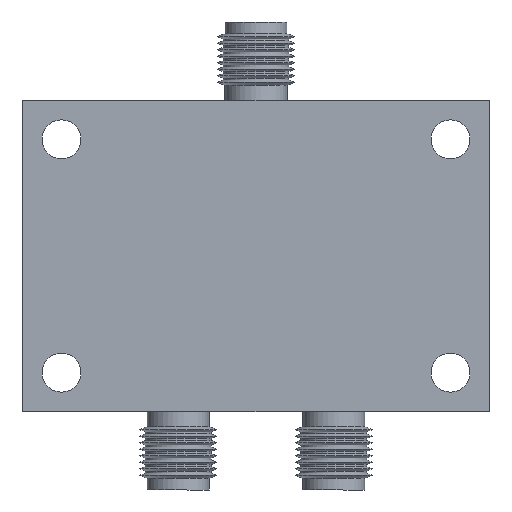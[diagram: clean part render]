
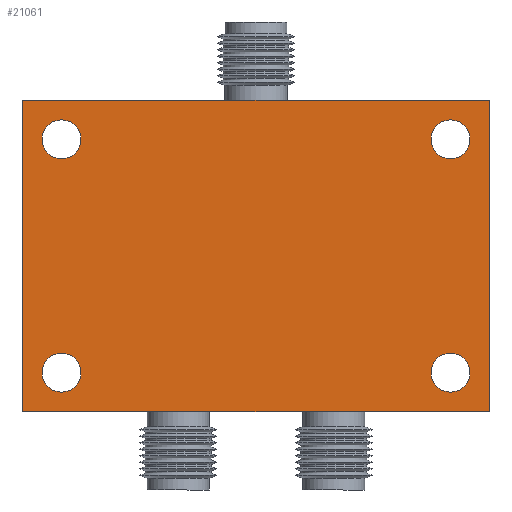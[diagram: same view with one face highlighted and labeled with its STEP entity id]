
A CAD part, front view. The second image highlights one B-rep face of the part: STEP entity #21061.
In plain terms, the highlighted planar face has unit normal (0, -1, 0).
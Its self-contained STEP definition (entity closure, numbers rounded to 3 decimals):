
#22 = ORIENTED_EDGE ( 'NONE', *, *, #30516, .T. ) ;
#902 = EDGE_CURVE ( 'NONE', #19092, #34456, #31961, .T. ) ;
#972 = CARTESIAN_POINT ( 'NONE',  ( -85.944, -5.094, 98.2 ) ) ;
#1110 = ORIENTED_EDGE ( 'NONE', *, *, #6889, .T. ) ;
#1732 = DIRECTION ( 'NONE',  ( 0., 0., 1. ) ) ;
#2435 = LINE ( 'NONE', #4368, #15781 ) ;
#2553 = VERTEX_POINT ( 'NONE', #21540 ) ;
#2851 = ORIENTED_EDGE ( 'NONE', *, *, #9901, .T. ) ;
#2963 = VERTEX_POINT ( 'NONE', #18839 ) ;
#2989 = EDGE_LOOP ( 'NONE', ( #2851, #1110 ) ) ;
#3475 = AXIS2_PLACEMENT_3D ( 'NONE', #5945, #13775, #30171 ) ;
#3937 = DIRECTION ( 'NONE',  ( 0., 1., 0. ) ) ;
#4300 = PLANE ( 'NONE',  #4516 ) ;
#4368 = CARTESIAN_POINT ( 'NONE',  ( -120.869, -5.094, 120.425 ) ) ;
#4516 = AXIS2_PLACEMENT_3D ( 'NONE', #17374, #9515, #11969 ) ;
#4816 = CIRCLE ( 'NONE', #19272, 1.587 ) ;
#5711 = CARTESIAN_POINT ( 'NONE',  ( -117.694, -5.094, 118.838 ) ) ;
#5945 = CARTESIAN_POINT ( 'NONE',  ( -85.944, -5.094, 117.25 ) ) ;
#6110 = DIRECTION ( 'NONE',  ( 0., 1., 0. ) ) ;
#6889 = EDGE_CURVE ( 'NONE', #30319, #2963, #4816, .T. ) ;
#6930 = FACE_BOUND ( 'NONE', #32299, .T. ) ;
#8721 = CARTESIAN_POINT ( 'NONE',  ( -82.769, -5.094, 120.425 ) ) ;
#8732 = CIRCLE ( 'NONE', #33838, 1.587 ) ;
#8882 = EDGE_CURVE ( 'NONE', #24892, #16856, #14019, .T. ) ;
#8927 = DIRECTION ( 'NONE',  ( 0., 0., 1. ) ) ;
#9214 = ORIENTED_EDGE ( 'NONE', *, *, #25843, .F. ) ;
#9515 = DIRECTION ( 'NONE',  ( 0., -1., 0. ) ) ;
#9807 = DIRECTION ( 'NONE',  ( 0., 0., 1. ) ) ;
#9901 = EDGE_CURVE ( 'NONE', #2963, #30319, #12714, .T. ) ;
#10146 = AXIS2_PLACEMENT_3D ( 'NONE', #972, #14596, #9807 ) ;
#10505 = ORIENTED_EDGE ( 'NONE', *, *, #11374, .T. ) ;
#10776 = ORIENTED_EDGE ( 'NONE', *, *, #30013, .T. ) ;
#10936 = VERTEX_POINT ( 'NONE', #17392 ) ;
#11247 = CARTESIAN_POINT ( 'NONE',  ( -85.944, -5.094, 117.25 ) ) ;
#11374 = EDGE_CURVE ( 'NONE', #23626, #19858, #20616, .T. ) ;
#11796 = AXIS2_PLACEMENT_3D ( 'NONE', #16366, #6110, #21775 ) ;
#11969 = DIRECTION ( 'NONE',  ( 0., 0., -1. ) ) ;
#12514 = VECTOR ( 'NONE', #23553, 1000. ) ;
#12714 = CIRCLE ( 'NONE', #32234, 1.587 ) ;
#13423 = ORIENTED_EDGE ( 'NONE', *, *, #32748, .F. ) ;
#13775 = DIRECTION ( 'NONE',  ( 0., 1., 0. ) ) ;
#13809 = LINE ( 'NONE', #8721, #21510 ) ;
#14019 = CIRCLE ( 'NONE', #11796, 1.587 ) ;
#14166 = CARTESIAN_POINT ( 'NONE',  ( -117.694, -5.094, 115.663 ) ) ;
#14596 = DIRECTION ( 'NONE',  ( 0., 1., 0. ) ) ;
#14738 = DIRECTION ( 'NONE',  ( 0., 1., 0. ) ) ;
#15311 = ORIENTED_EDGE ( 'NONE', *, *, #902, .F. ) ;
#15781 = VECTOR ( 'NONE', #1732, 1000. ) ;
#16366 = CARTESIAN_POINT ( 'NONE',  ( -117.694, -5.094, 117.25 ) ) ;
#16856 = VERTEX_POINT ( 'NONE', #5711 ) ;
#17118 = VERTEX_POINT ( 'NONE', #26941 ) ;
#17156 = EDGE_CURVE ( 'NONE', #16856, #24892, #8732, .T. ) ;
#17168 = DIRECTION ( 'NONE',  ( 0., 0., 1. ) ) ;
#17374 = CARTESIAN_POINT ( 'NONE',  ( -120.869, -5.094, 120.425 ) ) ;
#17392 = CARTESIAN_POINT ( 'NONE',  ( -85.944, -5.094, 115.663 ) ) ;
#18529 = AXIS2_PLACEMENT_3D ( 'NONE', #11247, #3937, #17168 ) ;
#18561 = EDGE_LOOP ( 'NONE', ( #22, #10505 ) ) ;
#18839 = CARTESIAN_POINT ( 'NONE',  ( -117.694, -5.094, 99.788 ) ) ;
#19092 = VERTEX_POINT ( 'NONE', #26817 ) ;
#19272 = AXIS2_PLACEMENT_3D ( 'NONE', #23341, #23001, #28782 ) ;
#19858 = VERTEX_POINT ( 'NONE', #26649 ) ;
#19958 = ORIENTED_EDGE ( 'NONE', *, *, #26994, .T. ) ;
#20525 = ORIENTED_EDGE ( 'NONE', *, *, #17156, .T. ) ;
#20616 = CIRCLE ( 'NONE', #23964, 1.587 ) ;
#21061 = ADVANCED_FACE ( 'NONE', ( #27000, #25547, #33786, #33452, #6930 ), #4300, .T. ) ;
#21187 = DIRECTION ( 'NONE',  ( -1., 0., 0. ) ) ;
#21233 = DIRECTION ( 'NONE',  ( 0., 0., 1. ) ) ;
#21510 = VECTOR ( 'NONE', #32834, 1000. ) ;
#21540 = CARTESIAN_POINT ( 'NONE',  ( -85.944, -5.094, 118.838 ) ) ;
#21574 = CARTESIAN_POINT ( 'NONE',  ( -117.694, -5.094, 98.2 ) ) ;
#21775 = DIRECTION ( 'NONE',  ( 0., 0., 1. ) ) ;
#21807 = CARTESIAN_POINT ( 'NONE',  ( -85.944, -5.094, 96.613 ) ) ;
#23001 = DIRECTION ( 'NONE',  ( 0., 1., 0. ) ) ;
#23341 = CARTESIAN_POINT ( 'NONE',  ( -117.694, -5.094, 98.2 ) ) ;
#23553 = DIRECTION ( 'NONE',  ( 1., 0., 0. ) ) ;
#23572 = CIRCLE ( 'NONE', #18529, 1.587 ) ;
#23626 = VERTEX_POINT ( 'NONE', #21807 ) ;
#23964 = AXIS2_PLACEMENT_3D ( 'NONE', #33940, #14738, #34113 ) ;
#24415 = EDGE_LOOP ( 'NONE', ( #34464, #9214, #13423, #15311 ) ) ;
#24538 = CARTESIAN_POINT ( 'NONE',  ( -117.694, -5.094, 96.613 ) ) ;
#24892 = VERTEX_POINT ( 'NONE', #14166 ) ;
#25547 = FACE_BOUND ( 'NONE', #31346, .T. ) ;
#25843 = EDGE_CURVE ( 'NONE', #17118, #27589, #31517, .T. ) ;
#26489 = DIRECTION ( 'NONE',  ( 0., 1., 0. ) ) ;
#26649 = CARTESIAN_POINT ( 'NONE',  ( -85.944, -5.094, 99.788 ) ) ;
#26817 = CARTESIAN_POINT ( 'NONE',  ( -120.869, -5.094, 120.425 ) ) ;
#26836 = VECTOR ( 'NONE', #21187, 1000. ) ;
#26941 = CARTESIAN_POINT ( 'NONE',  ( -82.769, -5.094, 95.025 ) ) ;
#26994 = EDGE_CURVE ( 'NONE', #10936, #2553, #23572, .T. ) ;
#27000 = FACE_BOUND ( 'NONE', #2989, .T. ) ;
#27589 = VERTEX_POINT ( 'NONE', #29850 ) ;
#28782 = DIRECTION ( 'NONE',  ( 0., 0., 1. ) ) ;
#29507 = CARTESIAN_POINT ( 'NONE',  ( -120.869, -5.094, 120.425 ) ) ;
#29835 = ORIENTED_EDGE ( 'NONE', *, *, #8882, .T. ) ;
#29850 = CARTESIAN_POINT ( 'NONE',  ( -120.869, -5.094, 95.025 ) ) ;
#30013 = EDGE_CURVE ( 'NONE', #2553, #10936, #33636, .T. ) ;
#30171 = DIRECTION ( 'NONE',  ( 0., 0., 1. ) ) ;
#30319 = VERTEX_POINT ( 'NONE', #24538 ) ;
#30516 = EDGE_CURVE ( 'NONE', #19858, #23626, #32459, .T. ) ;
#31022 = EDGE_CURVE ( 'NONE', #27589, #19092, #2435, .T. ) ;
#31346 = EDGE_LOOP ( 'NONE', ( #20525, #29835 ) ) ;
#31517 = LINE ( 'NONE', #34311, #26836 ) ;
#31961 = LINE ( 'NONE', #29507, #12514 ) ;
#32234 = AXIS2_PLACEMENT_3D ( 'NONE', #21574, #26489, #21233 ) ;
#32299 = EDGE_LOOP ( 'NONE', ( #10776, #19958 ) ) ;
#32459 = CIRCLE ( 'NONE', #10146, 1.587 ) ;
#32528 = DIRECTION ( 'NONE',  ( 0., 1., 0. ) ) ;
#32748 = EDGE_CURVE ( 'NONE', #34456, #17118, #13809, .T. ) ;
#32834 = DIRECTION ( 'NONE',  ( 0., 0., -1. ) ) ;
#32868 = CARTESIAN_POINT ( 'NONE',  ( -117.694, -5.094, 117.25 ) ) ;
#33155 = CARTESIAN_POINT ( 'NONE',  ( -82.769, -5.094, 120.425 ) ) ;
#33452 = FACE_BOUND ( 'NONE', #18561, .T. ) ;
#33636 = CIRCLE ( 'NONE', #3475, 1.587 ) ;
#33786 = FACE_OUTER_BOUND ( 'NONE', #24415, .T. ) ;
#33838 = AXIS2_PLACEMENT_3D ( 'NONE', #32868, #32528, #8927 ) ;
#33940 = CARTESIAN_POINT ( 'NONE',  ( -85.944, -5.094, 98.2 ) ) ;
#34113 = DIRECTION ( 'NONE',  ( 0., 0., 1. ) ) ;
#34311 = CARTESIAN_POINT ( 'NONE',  ( -120.869, -5.094, 95.025 ) ) ;
#34456 = VERTEX_POINT ( 'NONE', #33155 ) ;
#34464 = ORIENTED_EDGE ( 'NONE', *, *, #31022, .F. ) ;
